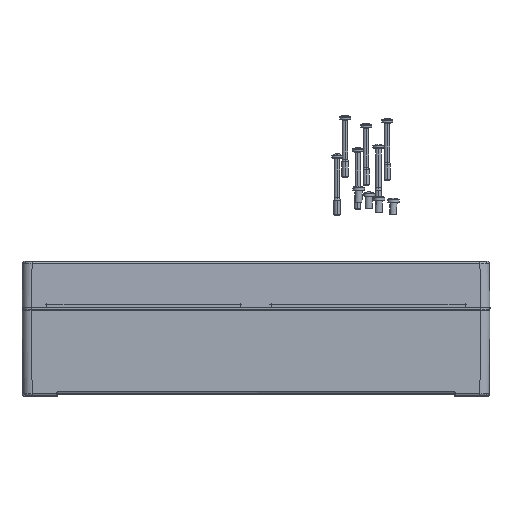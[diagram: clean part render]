
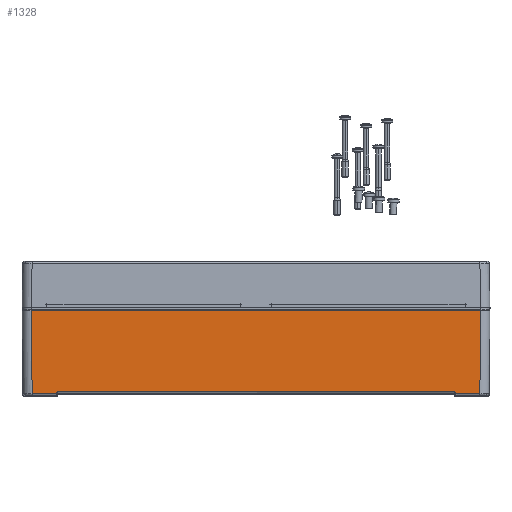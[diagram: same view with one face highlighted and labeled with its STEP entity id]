
A CAD part, top view. The second image highlights one B-rep face of the part: STEP entity #1328.
In plain terms, the highlighted planar face has unit normal (0, -0.009, 1).
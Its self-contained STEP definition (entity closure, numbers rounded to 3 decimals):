
#1247 = VERTEX_POINT ( 'NONE', #8968 ) ;
#1249 = EDGE_CURVE ( 'NONE', #1250, #1247, #8967, .T. ) ;
#1250 = VERTEX_POINT ( 'NONE', #8994 ) ;
#1314 = ORIENTED_EDGE ( 'NONE', *, *, #1315, .T. ) ;
#1315 = EDGE_CURVE ( 'NONE', #1343, #1250, #9139, .T. ) ;
#1316 = ORIENTED_EDGE ( 'NONE', *, *, #1249, .T. ) ;
#1317 = ORIENTED_EDGE ( 'NONE', *, *, #1318, .T. ) ;
#1318 = EDGE_CURVE ( 'NONE', #1247, #2669, #9135, .T. ) ;
#1319 = ORIENTED_EDGE ( 'NONE', *, *, #1320, .T. ) ;
#1320 = EDGE_CURVE ( 'NONE', #2669, #1321, #9131, .T. ) ;
#1321 = VERTEX_POINT ( 'NONE', #9127 ) ;
#1322 = ORIENTED_EDGE ( 'NONE', *, *, #1323, .T. ) ;
#1323 = EDGE_CURVE ( 'NONE', #1321, #1324, #9126, .T. ) ;
#1324 = VERTEX_POINT ( 'NONE', #9121 ) ;
#1325 = ORIENTED_EDGE ( 'NONE', *, *, #1326, .T. ) ;
#1326 = EDGE_CURVE ( 'NONE', #1324, #1332, #9120, .T. ) ;
#1328 = ADVANCED_FACE ( 'NONE', ( #9167 ), #9164, .T. ) ;
#1329 = EDGE_LOOP ( 'NONE', ( #1330, #1334, #1338, #1341, #1314, #1316, #1317, #1319, #1322, #1325 ) ) ;
#1330 = ORIENTED_EDGE ( 'NONE', *, *, #1331, .T. ) ;
#1331 = EDGE_CURVE ( 'NONE', #1332, #1333, #9161, .T. ) ;
#1332 = VERTEX_POINT ( 'NONE', #9154 ) ;
#1333 = VERTEX_POINT ( 'NONE', #9152 ) ;
#1334 = ORIENTED_EDGE ( 'NONE', *, *, #1335, .T. ) ;
#1335 = EDGE_CURVE ( 'NONE', #1333, #1337, #9151, .T. ) ;
#1337 = VERTEX_POINT ( 'NONE', #9150 ) ;
#1338 = ORIENTED_EDGE ( 'NONE', *, *, #1339, .T. ) ;
#1339 = EDGE_CURVE ( 'NONE', #1337, #1340, #9212, .T. ) ;
#1340 = VERTEX_POINT ( 'NONE', #9207 ) ;
#1341 = ORIENTED_EDGE ( 'NONE', *, *, #1342, .T. ) ;
#1342 = EDGE_CURVE ( 'NONE', #1340, #1343, #9206, .T. ) ;
#1343 = VERTEX_POINT ( 'NONE', #9201 ) ;
#2669 = VERTEX_POINT ( 'NONE', #13030 ) ;
#8956 = DIRECTION ( 'NONE',  ( -1., 0., 0. ) ) ;
#8957 = VECTOR ( 'NONE', #8956, 1000. ) ;
#8958 = CARTESIAN_POINT ( 'NONE',  ( -150., -3., 114.974 ) ) ;
#8967 = LINE ( 'NONE', #8958, #8957 ) ;
#8968 = CARTESIAN_POINT ( 'NONE',  ( -143.975, -3., 114.974 ) ) ;
#8994 = CARTESIAN_POINT ( 'NONE',  ( 143.975, -3., 114.974 ) ) ;
#9116 = CARTESIAN_POINT ( 'NONE',  ( -127.585, -55.786, 114.523 ) ) ;
#9120 = B_SPLINE_CURVE_WITH_KNOTS ( 'NONE', 3,
 ( #9116, #9174, #9171, #9170, #9169, #9168 ),
 .UNSPECIFIED., .F., .F.,
 ( 4, 2, 4 ),
 ( 0., 0., 0.001 ),
 .UNSPECIFIED. ) ;
#9121 = CARTESIAN_POINT ( 'NONE',  ( -127.585, -55.786, 114.523 ) ) ;
#9123 = DIRECTION ( 'NONE',  ( 0.009, 1., 0.009 ) ) ;
#9124 = VECTOR ( 'NONE', #9123, 1000. ) ;
#9125 = CARTESIAN_POINT ( 'NONE',  ( -127.578, -55.012, 114.53 ) ) ;
#9126 = LINE ( 'NONE', #9125, #9124 ) ;
#9127 = CARTESIAN_POINT ( 'NONE',  ( -127.591, -56.513, 114.517 ) ) ;
#9128 = DIRECTION ( 'NONE',  ( 1., 0., 0. ) ) ;
#9129 = VECTOR ( 'NONE', #9128, 1000. ) ;
#9130 = CARTESIAN_POINT ( 'NONE',  ( -150., -56.513, 114.517 ) ) ;
#9131 = LINE ( 'NONE', #9130, #9129 ) ;
#9132 = DIRECTION ( 'NONE',  ( 0.009, -1., -0.009 ) ) ;
#9133 = VECTOR ( 'NONE', #9132, 1000. ) ;
#9134 = CARTESIAN_POINT ( 'NONE',  ( -144.001, 0.051, 115. ) ) ;
#9135 = LINE ( 'NONE', #9134, #9133 ) ;
#9136 = DIRECTION ( 'NONE',  ( 0.009, 1., 0.009 ) ) ;
#9137 = VECTOR ( 'NONE', #9136, 1000. ) ;
#9138 = CARTESIAN_POINT ( 'NONE',  ( 143.979, -2.514, 114.978 ) ) ;
#9139 = LINE ( 'NONE', #9138, #9137 ) ;
#9144 = CARTESIAN_POINT ( 'NONE',  ( 127.583, -55.65, 114.524 ) ) ;
#9145 = CARTESIAN_POINT ( 'NONE',  ( 127.553, -55.52, 114.525 ) ) ;
#9147 = CARTESIAN_POINT ( 'NONE',  ( 127.475, -55.263, 114.527 ) ) ;
#9148 = CARTESIAN_POINT ( 'NONE',  ( 127.426, -55.138, 114.528 ) ) ;
#9149 = CARTESIAN_POINT ( 'NONE',  ( 127.378, -55.013, 114.53 ) ) ;
#9150 = CARTESIAN_POINT ( 'NONE',  ( 127.585, -55.786, 114.523 ) ) ;
#9151 = B_SPLINE_CURVE_WITH_KNOTS ( 'NONE', 3,
 ( #9149, #9148, #9147, #9145, #9144, #9213 ),
 .UNSPECIFIED., .F., .F.,
 ( 4, 2, 4 ),
 ( 0., 0., 0.001 ),
 .UNSPECIFIED. ) ;
#9152 = CARTESIAN_POINT ( 'NONE',  ( 127.378, -55.013, 114.53 ) ) ;
#9154 = CARTESIAN_POINT ( 'NONE',  ( -127.378, -55.013, 114.53 ) ) ;
#9155 = DIRECTION ( 'NONE',  ( 1., 0., 0. ) ) ;
#9156 = VECTOR ( 'NONE', #9155, 1000. ) ;
#9157 = CARTESIAN_POINT ( 'NONE',  ( -150., -55.013, 114.53 ) ) ;
#9158 = DIRECTION ( 'NONE',  ( 0., -1., -0.009 ) ) ;
#9159 = DIRECTION ( 'NONE',  ( 0., -0.009, 1. ) ) ;
#9160 = AXIS2_PLACEMENT_3D ( 'NONE', #9163, #9159, #9158 ) ;
#9161 = LINE ( 'NONE', #9157, #9156 ) ;
#9163 = CARTESIAN_POINT ( 'NONE',  ( -150., 0., 115. ) ) ;
#9164 = PLANE ( 'NONE',  #9160 ) ;
#9167 = FACE_OUTER_BOUND ( 'NONE', #1329, .T. ) ;
#9168 = CARTESIAN_POINT ( 'NONE',  ( -127.378, -55.013, 114.53 ) ) ;
#9169 = CARTESIAN_POINT ( 'NONE',  ( -127.426, -55.137, 114.528 ) ) ;
#9170 = CARTESIAN_POINT ( 'NONE',  ( -127.475, -55.263, 114.527 ) ) ;
#9171 = CARTESIAN_POINT ( 'NONE',  ( -127.553, -55.52, 114.525 ) ) ;
#9174 = CARTESIAN_POINT ( 'NONE',  ( -127.583, -55.65, 114.524 ) ) ;
#9201 = CARTESIAN_POINT ( 'NONE',  ( 143.517, -56.513, 114.517 ) ) ;
#9203 = DIRECTION ( 'NONE',  ( 1., 0., 0. ) ) ;
#9204 = VECTOR ( 'NONE', #9203, 1000. ) ;
#9205 = CARTESIAN_POINT ( 'NONE',  ( -150., -56.513, 114.517 ) ) ;
#9206 = LINE ( 'NONE', #9205, #9204 ) ;
#9207 = CARTESIAN_POINT ( 'NONE',  ( 127.591, -56.513, 114.517 ) ) ;
#9208 = DIRECTION ( 'NONE',  ( 0.009, -1., -0.009 ) ) ;
#9209 = VECTOR ( 'NONE', #9208, 1000. ) ;
#9210 = CARTESIAN_POINT ( 'NONE',  ( 127.077, 2.418, 115.021 ) ) ;
#9212 = LINE ( 'NONE', #9210, #9209 ) ;
#9213 = CARTESIAN_POINT ( 'NONE',  ( 127.585, -55.786, 114.523 ) ) ;
#13030 = CARTESIAN_POINT ( 'NONE',  ( -143.517, -56.513, 114.517 ) ) ;
